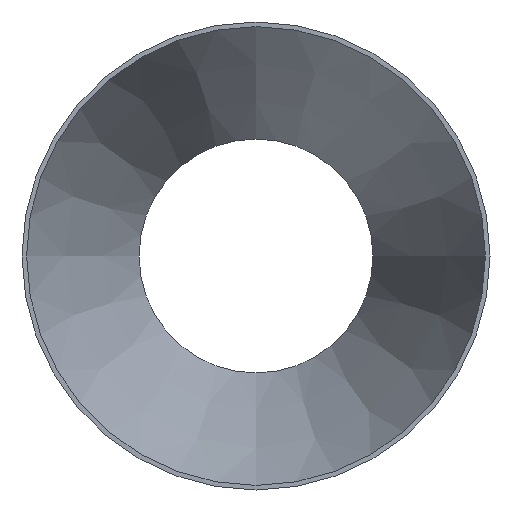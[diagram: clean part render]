
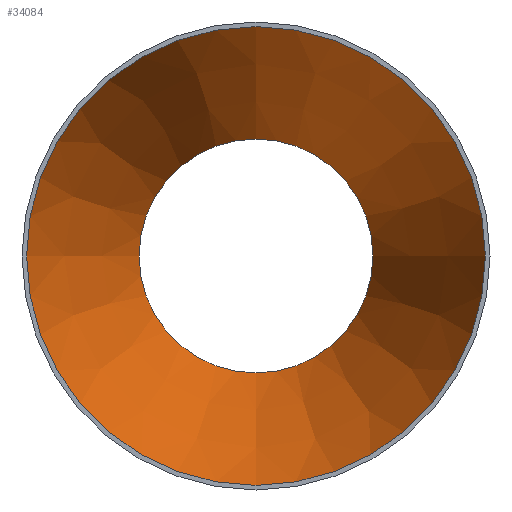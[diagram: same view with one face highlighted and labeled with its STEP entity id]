
A CAD part, front view. The second image highlights one B-rep face of the part: STEP entity #34084.
In plain terms, the highlighted conical face has half-angle 20.969 degrees and reference radius 158.737 mm.
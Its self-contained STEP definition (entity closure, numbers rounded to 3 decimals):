
#1612 = EDGE_CURVE ( 'NONE', #34015, #34015, #15130, .T. ) ;
#3217 = EDGE_LOOP ( 'NONE', ( #27145 ) ) ;
#7789 = ORIENTED_EDGE ( 'NONE', *, *, #20544, .F. ) ;
#11030 = AXIS2_PLACEMENT_3D ( 'NONE', #13700, #16690, #22842 ) ;
#12008 = AXIS2_PLACEMENT_3D ( 'NONE', #22391, #15804, #41298 ) ;
#13700 = CARTESIAN_POINT ( 'NONE',  ( 0., 0., 0. ) ) ;
#14146 = DIRECTION ( 'NONE',  ( 0., -1., 0. ) ) ;
#15130 = CIRCLE ( 'NONE', #11030, 158.737 ) ;
#15604 = FACE_OUTER_BOUND ( 'NONE', #3217, .T. ) ;
#15804 = DIRECTION ( 'NONE',  ( 0., -1., 0. ) ) ;
#16084 = CONICAL_SURFACE ( 'NONE', #12008, 158.737, 0.366 ) ;
#16690 = DIRECTION ( 'NONE',  ( 0., -1., 0. ) ) ;
#20461 = VERTEX_POINT ( 'NONE', #33383 ) ;
#20544 = EDGE_CURVE ( 'NONE', #20461, #20461, #41763, .T. ) ;
#21327 = EDGE_LOOP ( 'NONE', ( #7789 ) ) ;
#22391 = CARTESIAN_POINT ( 'NONE',  ( 0., 0., 0. ) ) ;
#22842 = DIRECTION ( 'NONE',  ( 0., 0., -1. ) ) ;
#23822 = CARTESIAN_POINT ( 'NONE',  ( 0., 0., -158.737 ) ) ;
#25500 = AXIS2_PLACEMENT_3D ( 'NONE', #30298, #14146, #40693 ) ;
#27145 = ORIENTED_EDGE ( 'NONE', *, *, #1612, .T. ) ;
#27516 = FACE_BOUND ( 'NONE', #21327, .T. ) ;
#30298 = CARTESIAN_POINT ( 'NONE',  ( 0., 203., 0. ) ) ;
#33383 = CARTESIAN_POINT ( 'NONE',  ( 0., 203., -80.937 ) ) ;
#34015 = VERTEX_POINT ( 'NONE', #23822 ) ;
#34084 = ADVANCED_FACE ( 'NONE', ( #27516, #15604 ), #16084, .F. ) ;
#40693 = DIRECTION ( 'NONE',  ( 0., 0., -1. ) ) ;
#41298 = DIRECTION ( 'NONE',  ( 0., 0., -1. ) ) ;
#41763 = CIRCLE ( 'NONE', #25500, 80.937 ) ;
